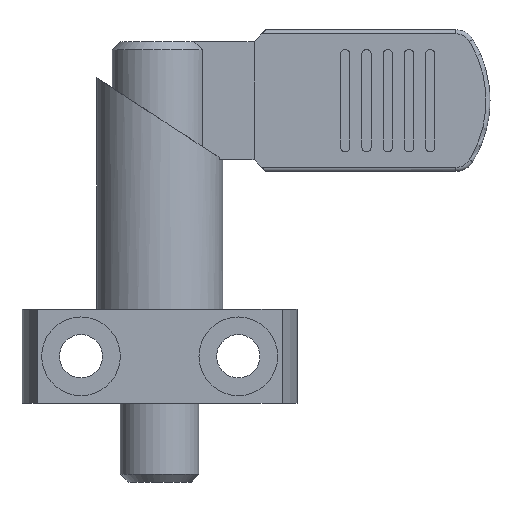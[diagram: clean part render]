
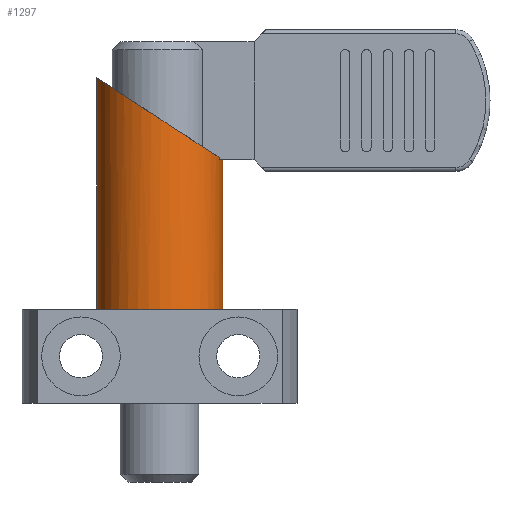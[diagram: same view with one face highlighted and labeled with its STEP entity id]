
A CAD part, front view. The second image highlights one B-rep face of the part: STEP entity #1297.
In plain terms, the highlighted cylindrical face has radius 8 mm (diameter 16 mm), a partial arc.
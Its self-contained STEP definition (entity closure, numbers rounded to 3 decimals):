
#747=VERTEX_POINT('',#2206);
#945=VERTEX_POINT('',#2434);
#1099=EDGE_CURVE('',#1223,#1627,#2606,.T.);
#1223=VERTEX_POINT('',#2739);
#1297=ADVANCED_FACE('',(#2817),#2818,.T.);
#1449=EDGE_CURVE('',#747,#1627,#2988,.T.);
#1517=VERTEX_POINT('',#3065);
#1627=VERTEX_POINT('',#3189);
#1629=EDGE_CURVE('',#945,#1659,#3191,.T.);
#1659=VERTEX_POINT('',#3224);
#1753=EDGE_CURVE('',#1775,#1517,#3326,.T.);
#1757=EDGE_CURVE('',#1659,#1223,#3330,.T.);
#1775=VERTEX_POINT('',#3352);
#1937=EDGE_CURVE('',#1775,#747,#3529,.T.);
#2151=EDGE_CURVE('',#1517,#945,#3770,.T.);
#2206=CARTESIAN_POINT('',(7.599,-2.5,31.0));
#2434=CARTESIAN_POINT('',(-8.0,0.,12.0));
#2606=LINE('',#4323,#4324);
#2739=CARTESIAN_POINT('',(8.0,0.,12.0));
#2817=FACE_OUTER_BOUND('',#4612,.T.);
#2818=CYLINDRICAL_SURFACE('',#4613,8.0);
#2988=CIRCLE('',#4843,8.0);
#3065=CARTESIAN_POINT('',(-8.0,0.,41.391));
#3189=CARTESIAN_POINT('',(8.0,0.,31.0));
#3191=CIRCLE('',#5106,8.0);
#3224=CARTESIAN_POINT('',(0.,-8.0,12.0));
#3326=ELLIPSE('',#5290,9.539,8.0);
#3330=CIRCLE('',#5297,8.0);
#3352=CARTESIAN_POINT('',(7.599,-2.5,31.26));
#3529=LINE('',#5574,#5575);
#3770=LINE('',#5903,#5904);
#4323=CARTESIAN_POINT('',(8.0,0.,22.0));
#4324=VECTOR('',#6499,1.0);
#4612=EDGE_LOOP('',(#6713,#6714,#6715,#6716,#6717,#6718,#6719));
#4613=AXIS2_PLACEMENT_3D('',#6720,#6721,#6722);
#4843=AXIS2_PLACEMENT_3D('',#6944,#6945,#6946);
#5106=AXIS2_PLACEMENT_3D('',#7182,#7183,#7184);
#5290=AXIS2_PLACEMENT_3D('',#7349,#7350,#7351);
#5297=AXIS2_PLACEMENT_3D('',#7353,#7354,#7355);
#5574=CARTESIAN_POINT('',(7.599,-2.5,36.195));
#5575=VECTOR('',#7589,1.0);
#5903=CARTESIAN_POINT('',(-8.0,0.,22.0));
#5904=VECTOR('',#7889,1.0);
#6499=DIRECTION('',(0.0,0.0,1.0));
#6713=ORIENTED_EDGE('',*,*,#1099,.T.);
#6714=ORIENTED_EDGE('',*,*,#1449,.F.);
#6715=ORIENTED_EDGE('',*,*,#1937,.F.);
#6716=ORIENTED_EDGE('',*,*,#1753,.T.);
#6717=ORIENTED_EDGE('',*,*,#2151,.T.);
#6718=ORIENTED_EDGE('',*,*,#1629,.T.);
#6719=ORIENTED_EDGE('',*,*,#1757,.T.);
#6720=CARTESIAN_POINT('',(0.0,0.0,22.0));
#6721=DIRECTION('',(-0.0,-0.0,-1.0));
#6722=DIRECTION('',(1.0,0.0,0.0));
#6944=CARTESIAN_POINT('',(0.0,0.0,31.0));
#6945=DIRECTION('',(0.0,0.0,1.0));
#6946=DIRECTION('',(1.0,0.0,0.0));
#7182=CARTESIAN_POINT('',(0.0,0.0,12.0));
#7183=DIRECTION('',(0.0,0.0,1.0));
#7184=DIRECTION('',(1.0,0.0,0.0));
#7349=CARTESIAN_POINT('',(0.0,0.0,36.195));
#7350=DIRECTION('',(-0.545,-0.0,-0.839));
#7351=DIRECTION('',(0.839,0.0,-0.545));
#7353=CARTESIAN_POINT('',(0.0,0.0,12.0));
#7354=DIRECTION('',(0.0,0.0,1.0));
#7355=DIRECTION('',(1.0,0.0,0.0));
#7589=DIRECTION('',(-0.0,-0.0,-1.0));
#7889=DIRECTION('',(-0.0,-0.0,-1.0));
